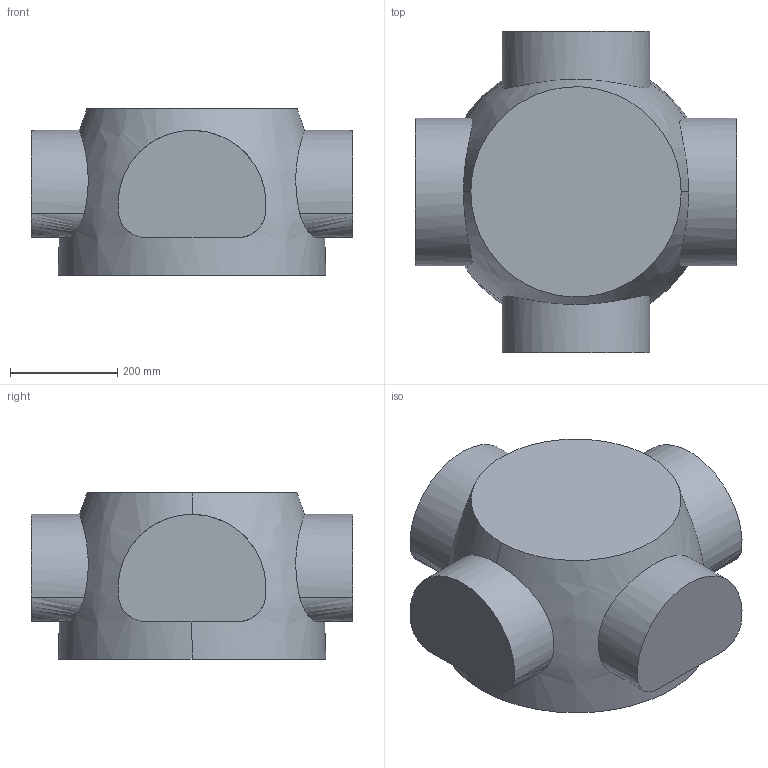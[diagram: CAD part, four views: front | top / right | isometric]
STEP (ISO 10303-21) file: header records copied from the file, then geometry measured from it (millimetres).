
FILE_DESCRIPTION(/* description */ (''),/* implementation_level */ '2;1');
FILE_NAME(/* name */ 'new-pod-solid',/* time_stamp */ '2017-02-22T11:39:15+11:00',/* author */ (''),/* organization */ (''),/* preprocessor_version */ 'ST-DEVELOPER v15',/* originating_system */ '',/* authorisation */ '');
FILE_SCHEMA (('AUTOMOTIVE_DESIGN'));
Length unit declared in the file: millimetre
Products named in the file (1): Document
Bounding box: 600 x 600 x 310 mm (x, y, z)
Volume: 67020716.3 mm3; surface area: 1042937.4 mm2
Topology: 1 solids, 1 shells, 24 faces, 60 edges, 40 vertices
Faces by surface type: bspline 18, plane 6
Entity records: 1011 total; most frequent: CARTESIAN_POINT 654, ORIENTED_EDGE 120, EDGE_CURVE 60, VERTEX_POINT 40, EDGE_LOOP 26, ADVANCED_FACE 24, FACE_OUTER_BOUND 24, B_SPLINE_CURVE_WITH_KNOTS 18
